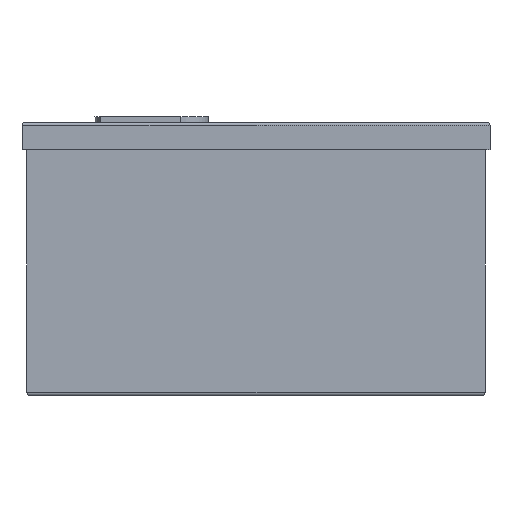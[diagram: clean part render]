
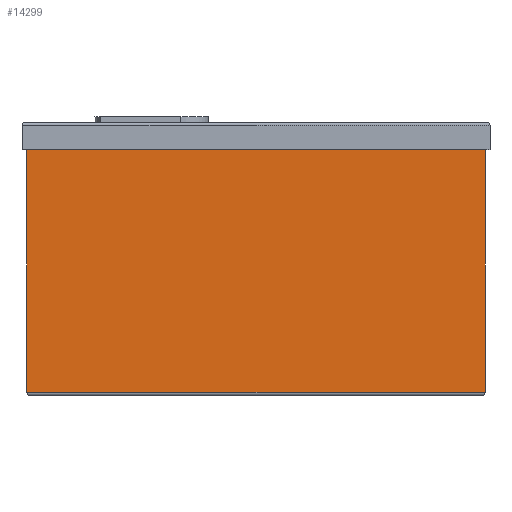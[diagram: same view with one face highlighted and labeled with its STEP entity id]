
A CAD part, front view. The second image highlights one B-rep face of the part: STEP entity #14299.
In plain terms, the highlighted planar face has unit normal (0, -1, 0).
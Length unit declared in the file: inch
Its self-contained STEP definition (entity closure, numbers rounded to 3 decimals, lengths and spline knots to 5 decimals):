
#1603 = VECTOR ( 'NONE', #34690, 39.37008 ) ;
#2361 = LINE ( 'NONE', #14950, #26171 ) ;
#2630 = VERTEX_POINT ( 'NONE', #19866 ) ;
#4560 = EDGE_CURVE ( 'NONE', #40673, #22602, #27080, .T. ) ;
#9486 = AXIS2_PLACEMENT_3D ( 'NONE', #25250, #28168, #40795 ) ;
#11466 = ORIENTED_EDGE ( 'NONE', *, *, #28849, .F. ) ;
#13231 = VERTEX_POINT ( 'NONE', #36480 ) ;
#13601 = ORIENTED_EDGE ( 'NONE', *, *, #4560, .T. ) ;
#14299 = ADVANCED_FACE ( 'NONE', ( #31065 ), #15938, .T. ) ;
#14950 = CARTESIAN_POINT ( 'NONE',  ( -5., -23.5, 2.91339 ) ) ;
#15938 = PLANE ( 'NONE',  #9486 ) ;
#19866 = CARTESIAN_POINT ( 'NONE',  ( 5., -23.5, 2.41339 ) ) ;
#20175 = EDGE_CURVE ( 'NONE', #13231, #40673, #2361, .T. ) ;
#20796 = VECTOR ( 'NONE', #39860, 39.37008 ) ;
#22602 = VERTEX_POINT ( 'NONE', #39711 ) ;
#23016 = EDGE_CURVE ( 'NONE', #2630, #13231, #30349, .T. ) ;
#24979 = LINE ( 'NONE', #40297, #1603 ) ;
#25250 = CARTESIAN_POINT ( 'NONE',  ( 5., -23.5, 2.91339 ) ) ;
#26171 = VECTOR ( 'NONE', #40201, 39.37008 ) ;
#26196 = EDGE_LOOP ( 'NONE', ( #11466, #31967, #36774, #13601 ) ) ;
#27080 = LINE ( 'NONE', #32874, #28709 ) ;
#28168 = DIRECTION ( 'NONE',  ( 0., -1., 0. ) ) ;
#28709 = VECTOR ( 'NONE', #36567, 39.37008 ) ;
#28849 = EDGE_CURVE ( 'NONE', #2630, #22602, #24979, .T. ) ;
#29216 = CARTESIAN_POINT ( 'NONE',  ( -5., -23.5, -2.88976 ) ) ;
#30349 = LINE ( 'NONE', #33451, #20796 ) ;
#31065 = FACE_OUTER_BOUND ( 'NONE', #26196, .T. ) ;
#31967 = ORIENTED_EDGE ( 'NONE', *, *, #23016, .T. ) ;
#32874 = CARTESIAN_POINT ( 'NONE',  ( 5., -23.5, -2.88976 ) ) ;
#33451 = CARTESIAN_POINT ( 'NONE',  ( 5., -23.5, 2.41339 ) ) ;
#34690 = DIRECTION ( 'NONE',  ( 0., 0., -1. ) ) ;
#36480 = CARTESIAN_POINT ( 'NONE',  ( -5., -23.5, 2.41339 ) ) ;
#36567 = DIRECTION ( 'NONE',  ( 1., 0., 0. ) ) ;
#36774 = ORIENTED_EDGE ( 'NONE', *, *, #20175, .T. ) ;
#39711 = CARTESIAN_POINT ( 'NONE',  ( 5., -23.5, -2.88976 ) ) ;
#39860 = DIRECTION ( 'NONE',  ( -1., 0., 0. ) ) ;
#40201 = DIRECTION ( 'NONE',  ( 0., 0., -1. ) ) ;
#40297 = CARTESIAN_POINT ( 'NONE',  ( 5., -23.5, 2.91339 ) ) ;
#40673 = VERTEX_POINT ( 'NONE', #29216 ) ;
#40795 = DIRECTION ( 'NONE',  ( 0., 0., -1. ) ) ;
